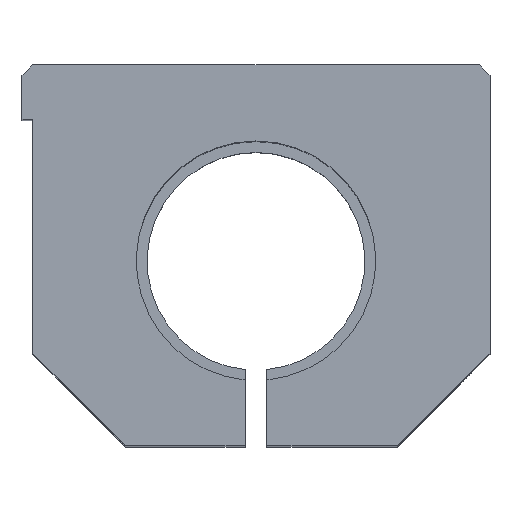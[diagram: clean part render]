
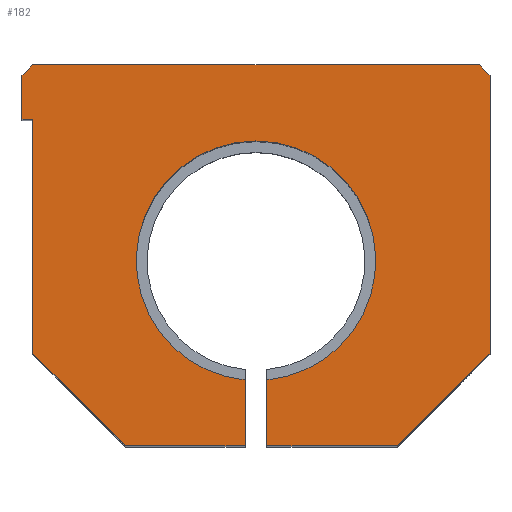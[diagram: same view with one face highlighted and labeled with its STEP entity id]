
A CAD part, top view. The second image highlights one B-rep face of the part: STEP entity #182.
In plain terms, the highlighted planar face has unit normal (0, 0, 1).
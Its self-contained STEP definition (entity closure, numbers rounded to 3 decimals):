
#182 = ADVANCED_FACE( '', ( #421 ), #422, .T. );
#421 = FACE_OUTER_BOUND( '', #660, .T. );
#422 = PLANE( '', #661 );
#660 = EDGE_LOOP( '', ( #1522, #1523, #1524, #1525, #1526, #1527, #1528, #1529, #1530, #1531, #1532, #1533, #1534, #1535, #1536 ) );
#661 = AXIS2_PLACEMENT_3D( '', #1537, #1538, #1539 );
#1522 = ORIENTED_EDGE( '', *, *, #1681, .T. );
#1523 = ORIENTED_EDGE( '', *, *, #1541, .T. );
#1524 = ORIENTED_EDGE( '', *, *, #1805, .T. );
#1525 = ORIENTED_EDGE( '', *, *, #1683, .T. );
#1526 = ORIENTED_EDGE( '', *, *, #1723, .F. );
#1527 = ORIENTED_EDGE( '', *, *, #1789, .F. );
#1528 = ORIENTED_EDGE( '', *, *, #1791, .F. );
#1529 = ORIENTED_EDGE( '', *, *, #1811, .F. );
#1530 = ORIENTED_EDGE( '', *, *, #1809, .F. );
#1531 = ORIENTED_EDGE( '', *, *, #1806, .F. );
#1532 = ORIENTED_EDGE( '', *, *, #1816, .F. );
#1533 = ORIENTED_EDGE( '', *, *, #1814, .F. );
#1534 = ORIENTED_EDGE( '', *, *, #1794, .F. );
#1535 = ORIENTED_EDGE( '', *, *, #1798, .F. );
#1536 = ORIENTED_EDGE( '', *, *, #1812, .F. );
#1537 = CARTESIAN_POINT( '', ( 0., 0., 76. ) );
#1538 = DIRECTION( '', ( 0., 0., 1. ) );
#1539 = DIRECTION( '', ( 1., 0., 0. ) );
#1541 = EDGE_CURVE( '', #1820, #1817, #1821, .T. );
#1681 = EDGE_CURVE( '', #2055, #1820, #2064, .T. );
#1683 = EDGE_CURVE( '', #2068, #2065, #2069, .T. );
#1723 = EDGE_CURVE( '', #2135, #2065, #2137, .T. );
#1789 = EDGE_CURVE( '', #2236, #2135, #2238, .T. );
#1791 = EDGE_CURVE( '', #2239, #2236, #2241, .T. );
#1794 = EDGE_CURVE( '', #2243, #2245, #2246, .T. );
#1798 = EDGE_CURVE( '', #2249, #2243, #2251, .T. );
#1805 = EDGE_CURVE( '', #1817, #2068, #2258, .T. );
#1806 = EDGE_CURVE( '', #2259, #2260, #2261, .T. );
#1809 = EDGE_CURVE( '', #2260, #2264, #2265, .T. );
#1811 = EDGE_CURVE( '', #2264, #2239, #2267, .T. );
#1812 = EDGE_CURVE( '', #2055, #2249, #2268, .T. );
#1814 = EDGE_CURVE( '', #2245, #2270, #2271, .T. );
#1816 = EDGE_CURVE( '', #2270, #2259, #2273, .T. );
#1817 = VERTEX_POINT( '', #2274 );
#1820 = VERTEX_POINT( '', #2278 );
#1821 = CIRCLE( '', #2279, 11. );
#2055 = VERTEX_POINT( '', #2595 );
#2064 = LINE( '', #2612, #2613 );
#2065 = VERTEX_POINT( '', #2614 );
#2068 = VERTEX_POINT( '', #2618 );
#2069 = LINE( '', #2619, #2620 );
#2135 = VERTEX_POINT( '', #2736 );
#2137 = LINE( '', #2739, #2740 );
#2236 = VERTEX_POINT( '', #2877 );
#2238 = LINE( '', #2880, #2881 );
#2239 = VERTEX_POINT( '', #2882 );
#2241 = LINE( '', #2885, #2886 );
#2243 = VERTEX_POINT( '', #2889 );
#2245 = VERTEX_POINT( '', #2892 );
#2246 = LINE( '', #2893, #2894 );
#2249 = VERTEX_POINT( '', #2899 );
#2251 = LINE( '', #2902, #2903 );
#2258 = CIRCLE( '', #2911, 11. );
#2259 = VERTEX_POINT( '', #2912 );
#2260 = VERTEX_POINT( '', #2913 );
#2261 = LINE( '', #2914, #2915 );
#2264 = VERTEX_POINT( '', #2920 );
#2265 = LINE( '', #2921, #2922 );
#2267 = LINE( '', #2925, #2926 );
#2268 = LINE( '', #2927, #2928 );
#2270 = VERTEX_POINT( '', #2931 );
#2271 = LINE( '', #2932, #2933 );
#2273 = LINE( '', #2936, #2937 );
#2274 = CARTESIAN_POINT( '', ( 0., 28., 76. ) );
#2278 = CARTESIAN_POINT( '', ( -1., 6.046, 76. ) );
#2279 = AXIS2_PLACEMENT_3D( '', #2939, #2940, #2941 );
#2595 = CARTESIAN_POINT( '', ( -1., 0., 76. ) );
#2612 = CARTESIAN_POINT( '', ( -1., 0., 76. ) );
#2613 = VECTOR( '', #3222, 1. );
#2614 = CARTESIAN_POINT( '', ( 1., 0., 76. ) );
#2618 = CARTESIAN_POINT( '', ( 1., 6.046, 76. ) );
#2619 = CARTESIAN_POINT( '', ( 1., 0., 76. ) );
#2620 = VECTOR( '', #3224, 1. );
#2736 = CARTESIAN_POINT( '', ( 13., 0., 76. ) );
#2739 = CARTESIAN_POINT( '', ( -12., 0., 76. ) );
#2740 = VECTOR( '', #3283, 1. );
#2877 = CARTESIAN_POINT( '', ( 21.5, 8.5, 76. ) );
#2880 = CARTESIAN_POINT( '', ( 13., 0., 76. ) );
#2881 = VECTOR( '', #3401, 1. );
#2882 = CARTESIAN_POINT( '', ( 21.5, 34., 76. ) );
#2885 = CARTESIAN_POINT( '', ( 21.5, 8.5, 76. ) );
#2886 = VECTOR( '', #3403, 1. );
#2889 = CARTESIAN_POINT( '', ( -20.5, 8.5, 76. ) );
#2892 = CARTESIAN_POINT( '', ( -20.5, 30., 76. ) );
#2893 = CARTESIAN_POINT( '', ( -20.5, 30., 76. ) );
#2894 = VECTOR( '', #3406, 1. );
#2899 = CARTESIAN_POINT( '', ( -12., 0., 76. ) );
#2902 = CARTESIAN_POINT( '', ( -20.5, 8.5, 76. ) );
#2903 = VECTOR( '', #3410, 1. );
#2911 = AXIS2_PLACEMENT_3D( '', #3427, #3428, #3429 );
#2912 = CARTESIAN_POINT( '', ( -21.5, 34., 76. ) );
#2913 = CARTESIAN_POINT( '', ( -20.5, 35., 76. ) );
#2914 = CARTESIAN_POINT( '', ( -20.5, 35., 76. ) );
#2915 = VECTOR( '', #3430, 1. );
#2920 = CARTESIAN_POINT( '', ( 20.5, 35., 76. ) );
#2921 = CARTESIAN_POINT( '', ( 20.5, 35., 76. ) );
#2922 = VECTOR( '', #3433, 1. );
#2925 = CARTESIAN_POINT( '', ( 21.5, 34., 76. ) );
#2926 = VECTOR( '', #3435, 1. );
#2927 = CARTESIAN_POINT( '', ( -12., 0., 76. ) );
#2928 = VECTOR( '', #3436, 1. );
#2931 = CARTESIAN_POINT( '', ( -21.5, 30., 76. ) );
#2932 = CARTESIAN_POINT( '', ( -21.5, 30., 76. ) );
#2933 = VECTOR( '', #3438, 1. );
#2936 = CARTESIAN_POINT( '', ( -21.5, 34., 76. ) );
#2937 = VECTOR( '', #3440, 1. );
#2939 = CARTESIAN_POINT( '', ( 0., 17., 76. ) );
#2940 = DIRECTION( '', ( 0., 0., -1. ) );
#2941 = DIRECTION( '', ( 0., 1., 0. ) );
#3222 = DIRECTION( '', ( 0., 1., 0. ) );
#3224 = DIRECTION( '', ( 0., -1., 0. ) );
#3283 = DIRECTION( '', ( -1., 0., 0. ) );
#3401 = DIRECTION( '', ( -0.707, -0.707, 0. ) );
#3403 = DIRECTION( '', ( 0., -1., 0. ) );
#3406 = DIRECTION( '', ( 0., 1., 0. ) );
#3410 = DIRECTION( '', ( -0.707, 0.707, 0. ) );
#3427 = CARTESIAN_POINT( '', ( 0., 17., 76. ) );
#3428 = DIRECTION( '', ( 0., 0., -1. ) );
#3429 = DIRECTION( '', ( 0., 1., 0. ) );
#3430 = DIRECTION( '', ( 0.707, 0.707, 0. ) );
#3433 = DIRECTION( '', ( 1., 0., 0. ) );
#3435 = DIRECTION( '', ( 0.707, -0.707, 0. ) );
#3436 = DIRECTION( '', ( -1., 0., 0. ) );
#3438 = DIRECTION( '', ( -1., 0., 0. ) );
#3440 = DIRECTION( '', ( 0., 1., 0. ) );
